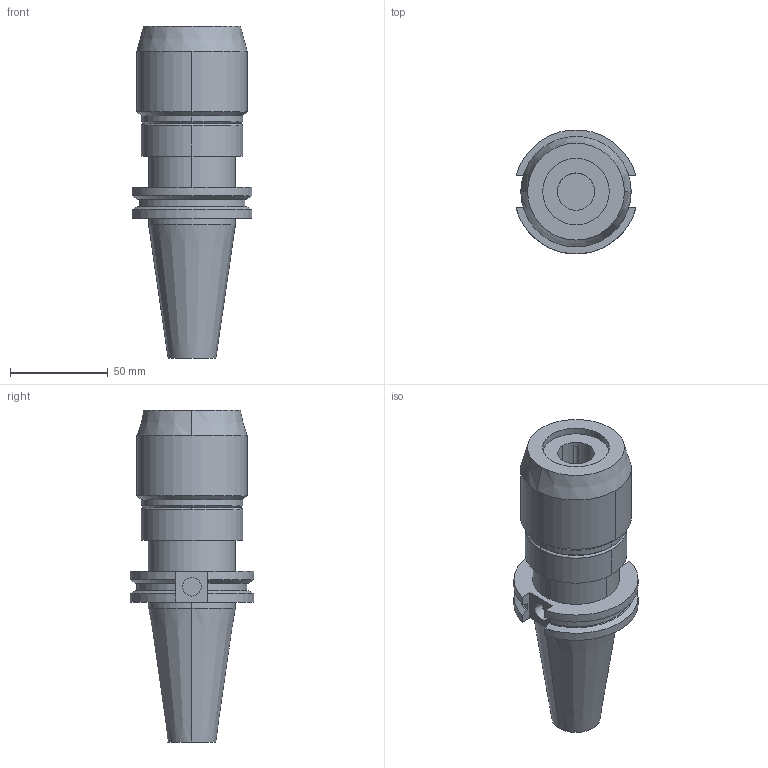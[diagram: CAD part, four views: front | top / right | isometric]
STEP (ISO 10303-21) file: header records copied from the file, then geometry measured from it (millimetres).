
FILE_DESCRIPTION (( 'STEP AP203' ), '1' );
FILE_NAME ('STP-23202G.STEP', '2017-01-23T01:54:08', ( '' ), ( '' ), 'SwSTEP 2.0', 'SolidWorks 2015', '' );
FILE_SCHEMA (( 'CONFIG_CONTROL_DESIGN' ));
Length unit declared in the file: millimetre
Products named in the file (1): STP-23202G
Bounding box: 61.35 x 63.38 x 169.85 mm (x, y, z)
Volume: 259011.1 mm3; surface area: 39362.9 mm2
Topology: 1 solids, 1 shells, 78 faces, 191 edges, 123 vertices
Faces by surface type: cylinder 36, plane 25, cone 15, bspline 2
Entity records: 2426 total; most frequent: CARTESIAN_POINT 451, DIRECTION 431, ORIENTED_EDGE 378, EDGE_CURVE 189, AXIS2_PLACEMENT_3D 175, VERTEX_POINT 123, CIRCLE 98, EDGE_LOOP 88
